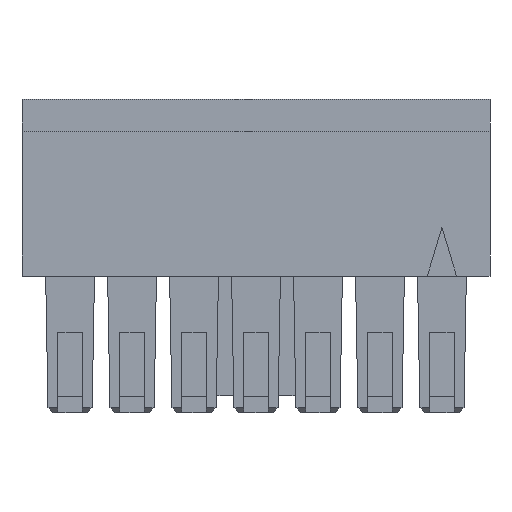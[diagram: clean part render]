
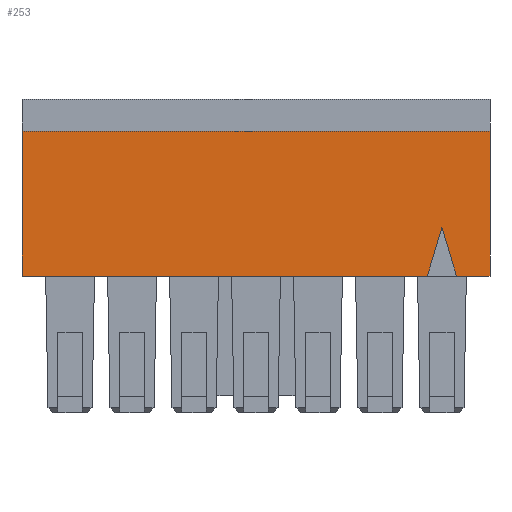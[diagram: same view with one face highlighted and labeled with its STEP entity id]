
A CAD part, front view. The second image highlights one B-rep face of the part: STEP entity #253.
In plain terms, the highlighted planar face has unit normal (0, -1, 0).
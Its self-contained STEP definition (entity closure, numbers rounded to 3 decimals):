
#75=CARTESIAN_POINT('',(-9.3,-3.103,5.76));
#76=VERTEX_POINT('',#75);
#83=CARTESIAN_POINT('',(9.3,-3.103,5.76));
#84=VERTEX_POINT('',#83);
#85=CARTESIAN_POINT('',(-9.3,-3.103,5.76));
#86=DIRECTION('',(1.,0.,0.));
#87=VECTOR('',#86,18.6);
#88=LINE('',#85,#87);
#89=EDGE_CURVE('',#76,#84,#88,.T.);
#106=CARTESIAN_POINT('',(9.3,-3.103,0.));
#107=VERTEX_POINT('',#106);
#108=CARTESIAN_POINT('',(9.3,-3.103,5.76));
#109=DIRECTION('',(0.,0.,-1.));
#110=VECTOR('',#109,5.76);
#111=LINE('',#108,#110);
#112=EDGE_CURVE('',#84,#107,#111,.T.);
#172=CARTESIAN_POINT('',(-9.3,-3.103,0.));
#173=VERTEX_POINT('',#172);
#180=CARTESIAN_POINT('',(-9.3,-3.103,0.));
#181=DIRECTION('',(0.,0.,1.));
#182=VECTOR('',#181,5.76);
#183=LINE('',#180,#182);
#184=EDGE_CURVE('',#173,#76,#183,.T.);
#213=CARTESIAN_POINT('',(0.,-3.103,3.51));
#214=DIRECTION('',(1.,0.,0.));
#215=DIRECTION('',(0.,-1.,0.));
#216=AXIS2_PLACEMENT_3D('',#213,#215,#214);
#217=PLANE('',#216);
#218=ORIENTED_EDGE('',*,*,#112,.F.);
#219=ORIENTED_EDGE('',*,*,#89,.F.);
#220=ORIENTED_EDGE('',*,*,#184,.F.);
#221=CARTESIAN_POINT('',(6.808,-3.103,0.));
#222=VERTEX_POINT('',#221);
#223=CARTESIAN_POINT('',(-9.3,-3.103,0.));
#224=DIRECTION('',(1.,0.,0.));
#225=VECTOR('',#224,16.107);
#226=LINE('',#223,#225);
#227=EDGE_CURVE('',#173,#222,#226,.T.);
#228=ORIENTED_EDGE('',*,*,#227,.T.);
#229=CARTESIAN_POINT('',(7.389,-3.103,1.939));
#230=VERTEX_POINT('',#229);
#231=CARTESIAN_POINT('',(6.808,-3.103,0.));
#232=DIRECTION('',(0.287,0.,0.958));
#233=VECTOR('',#232,2.025);
#234=LINE('',#231,#233);
#235=EDGE_CURVE('',#222,#230,#234,.T.);
#236=ORIENTED_EDGE('',*,*,#235,.T.);
#237=CARTESIAN_POINT('',(7.971,-3.103,0.));
#238=VERTEX_POINT('',#237);
#239=CARTESIAN_POINT('',(7.389,-3.103,1.939));
#240=DIRECTION('',(0.287,0.,-0.958));
#241=VECTOR('',#240,2.025);
#242=LINE('',#239,#241);
#243=EDGE_CURVE('',#230,#238,#242,.T.);
#244=ORIENTED_EDGE('',*,*,#243,.T.);
#245=CARTESIAN_POINT('',(7.971,-3.103,0.));
#246=DIRECTION('',(1.,0.,0.));
#247=VECTOR('',#246,1.329);
#248=LINE('',#245,#247);
#249=EDGE_CURVE('',#238,#107,#248,.T.);
#250=ORIENTED_EDGE('',*,*,#249,.T.);
#251=EDGE_LOOP('',(#218,#219,#220,#228,#236,#244,#250));
#252=FACE_OUTER_BOUND('',#251,.T.);
#253=ADVANCED_FACE('',(#252),#217,.T.);
